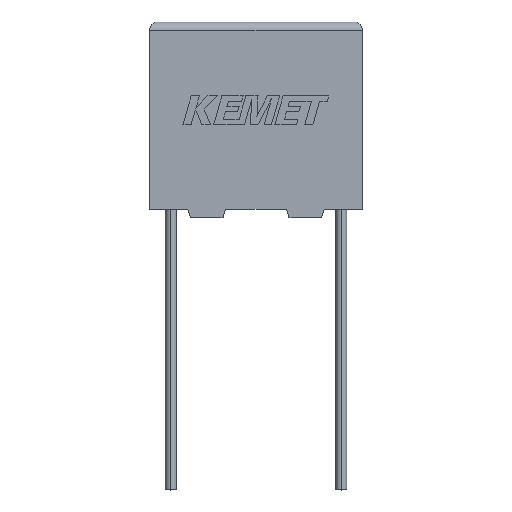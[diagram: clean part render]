
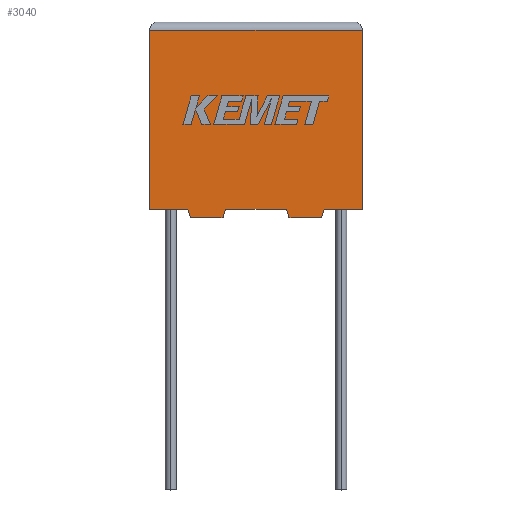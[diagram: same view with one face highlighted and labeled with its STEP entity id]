
A CAD part, top view. The second image highlights one B-rep face of the part: STEP entity #3040.
In plain terms, the highlighted planar face has unit normal (0, 0, 1).
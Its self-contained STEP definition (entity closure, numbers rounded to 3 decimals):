
#1 = VERTEX_POINT ( 'NONE', #2898 ) ;
#44 = LINE ( 'NONE', #1542, #319 ) ;
#46 = DIRECTION ( 'NONE',  ( 0., 1., 0. ) ) ;
#63 = VERTEX_POINT ( 'NONE', #2915 ) ;
#71 = DIRECTION ( 'NONE',  ( -1., 0., 0. ) ) ;
#86 = CARTESIAN_POINT ( 'NONE',  ( 12.5, 0., 5.5 ) ) ;
#136 = VERTEX_POINT ( 'NONE', #3222 ) ;
#181 = EDGE_CURVE ( 'NONE', #136, #2478, #614, .T. ) ;
#199 = CARTESIAN_POINT ( 'NONE',  ( 10.1, -0.5, 5.5 ) ) ;
#214 = ORIENTED_EDGE ( 'NONE', *, *, #3172, .T. ) ;
#319 = VECTOR ( 'NONE', #3246, 1000. ) ;
#328 = CARTESIAN_POINT ( 'NONE',  ( 10.1, -0.5, 5.5 ) ) ;
#361 = VECTOR ( 'NONE', #3234, 1000. ) ;
#370 = CARTESIAN_POINT ( 'NONE',  ( 4.463, 0., 5.5 ) ) ;
#461 = LINE ( 'NONE', #2650, #2238 ) ;
#481 = CARTESIAN_POINT ( 'NONE',  ( 0., 10.5, 5.5 ) ) ;
#614 = LINE ( 'NONE', #2226, #2136 ) ;
#620 = EDGE_CURVE ( 'NONE', #3028, #2705, #1136, .T. ) ;
#629 = VECTOR ( 'NONE', #683, 1000. ) ;
#677 = LINE ( 'NONE', #2874, #2735 ) ;
#683 = DIRECTION ( 'NONE',  ( 1., 0., 0. ) ) ;
#737 = DIRECTION ( 'NONE',  ( -0.287, 0.958, 0. ) ) ;
#810 = CARTESIAN_POINT ( 'NONE',  ( 0., 0., 5.5 ) ) ;
#868 = DIRECTION ( 'NONE',  ( 1., 0., 0. ) ) ;
#921 = ORIENTED_EDGE ( 'NONE', *, *, #181, .T. ) ;
#936 = DIRECTION ( 'NONE',  ( 1., 0., 0. ) ) ;
#951 = DIRECTION ( 'NONE',  ( -1., 0., 0. ) ) ;
#962 = EDGE_CURVE ( 'NONE', #1, #2148, #3200, .T. ) ;
#1026 = EDGE_CURVE ( 'NONE', #2478, #1217, #677, .T. ) ;
#1136 = LINE ( 'NONE', #199, #1304 ) ;
#1139 = CARTESIAN_POINT ( 'NONE',  ( 10.25, 0., 5.5 ) ) ;
#1149 = CARTESIAN_POINT ( 'NONE',  ( 8.188, -0.5, 5.5 ) ) ;
#1151 = DIRECTION ( 'NONE',  ( 1., 0., 0. ) ) ;
#1217 = VERTEX_POINT ( 'NONE', #2214 ) ;
#1227 = ORIENTED_EDGE ( 'NONE', *, *, #1780, .T. ) ;
#1229 = DIRECTION ( 'NONE',  ( 0.287, 0.958, 0. ) ) ;
#1253 = EDGE_CURVE ( 'NONE', #3170, #1533, #2223, .T. ) ;
#1268 = CARTESIAN_POINT ( 'NONE',  ( 0., 0., 5.5 ) ) ;
#1304 = VECTOR ( 'NONE', #951, 1000. ) ;
#1337 = CARTESIAN_POINT ( 'NONE',  ( 0., 10.5, 5.5 ) ) ;
#1338 = VERTEX_POINT ( 'NONE', #2984 ) ;
#1392 = ORIENTED_EDGE ( 'NONE', *, *, #1921, .F. ) ;
#1426 = ORIENTED_EDGE ( 'NONE', *, *, #1614, .F. ) ;
#1533 = VERTEX_POINT ( 'NONE', #86 ) ;
#1542 = CARTESIAN_POINT ( 'NONE',  ( 2.25, 0., 5.5 ) ) ;
#1614 = EDGE_CURVE ( 'NONE', #3170, #3028, #1800, .T. ) ;
#1624 = DIRECTION ( 'NONE',  ( -1., 0., 0. ) ) ;
#1644 = ORIENTED_EDGE ( 'NONE', *, *, #1905, .T. ) ;
#1716 = CARTESIAN_POINT ( 'NONE',  ( 0., 0., 5.5 ) ) ;
#1780 = EDGE_CURVE ( 'NONE', #1991, #136, #2907, .T. ) ;
#1800 = LINE ( 'NONE', #1139, #1948 ) ;
#1816 = ORIENTED_EDGE ( 'NONE', *, *, #1253, .T. ) ;
#1862 = AXIS2_PLACEMENT_3D ( 'NONE', #810, #2816, #1624 ) ;
#1896 = DIRECTION ( 'NONE',  ( -0.287, -0.958, 0. ) ) ;
#1905 = EDGE_CURVE ( 'NONE', #63, #1991, #44, .T. ) ;
#1921 = EDGE_CURVE ( 'NONE', #2705, #1217, #2326, .T. ) ;
#1941 = EDGE_CURVE ( 'NONE', #2148, #1338, #2677, .T. ) ;
#1948 = VECTOR ( 'NONE', #1896, 1000. ) ;
#1991 = VERTEX_POINT ( 'NONE', #2982 ) ;
#2034 = CARTESIAN_POINT ( 'NONE',  ( 8.188, -0.5, 5.5 ) ) ;
#2088 = PLANE ( 'NONE',  #1862 ) ;
#2136 = VECTOR ( 'NONE', #1229, 1000. ) ;
#2143 = VECTOR ( 'NONE', #737, 1000. ) ;
#2148 = VERTEX_POINT ( 'NONE', #481 ) ;
#2150 = CARTESIAN_POINT ( 'NONE',  ( 10.25, 0., 5.5 ) ) ;
#2214 = CARTESIAN_POINT ( 'NONE',  ( 8.037, 0., 5.5 ) ) ;
#2223 = LINE ( 'NONE', #1716, #2417 ) ;
#2226 = CARTESIAN_POINT ( 'NONE',  ( 4.313, -0.5, 5.5 ) ) ;
#2238 = VECTOR ( 'NONE', #1151, 1000. ) ;
#2296 = ORIENTED_EDGE ( 'NONE', *, *, #2312, .T. ) ;
#2312 = EDGE_CURVE ( 'NONE', #1533, #1, #2607, .T. ) ;
#2326 = LINE ( 'NONE', #2034, #2143 ) ;
#2354 = ORIENTED_EDGE ( 'NONE', *, *, #1941, .T. ) ;
#2392 = ORIENTED_EDGE ( 'NONE', *, *, #620, .F. ) ;
#2417 = VECTOR ( 'NONE', #936, 1000. ) ;
#2450 = ORIENTED_EDGE ( 'NONE', *, *, #962, .T. ) ;
#2478 = VERTEX_POINT ( 'NONE', #370 ) ;
#2547 = VECTOR ( 'NONE', #71, 1000. ) ;
#2587 = EDGE_LOOP ( 'NONE', ( #2296, #2450, #2354, #214, #1644, #1227, #921, #3099, #1392, #2392, #1426, #1816 ) ) ;
#2607 = LINE ( 'NONE', #2798, #3217 ) ;
#2650 = CARTESIAN_POINT ( 'NONE',  ( 0., 0., 5.5 ) ) ;
#2677 = LINE ( 'NONE', #1268, #361 ) ;
#2705 = VERTEX_POINT ( 'NONE', #1149 ) ;
#2723 = CARTESIAN_POINT ( 'NONE',  ( 2.4, -0.5, 5.5 ) ) ;
#2735 = VECTOR ( 'NONE', #868, 1000. ) ;
#2798 = CARTESIAN_POINT ( 'NONE',  ( 12.5, 0., 5.5 ) ) ;
#2816 = DIRECTION ( 'NONE',  ( 0., 0., -1. ) ) ;
#2863 = FACE_OUTER_BOUND ( 'NONE', #2587, .T. ) ;
#2874 = CARTESIAN_POINT ( 'NONE',  ( 0., 0., 5.5 ) ) ;
#2898 = CARTESIAN_POINT ( 'NONE',  ( 12.5, 10.5, 5.5 ) ) ;
#2907 = LINE ( 'NONE', #2723, #629 ) ;
#2915 = CARTESIAN_POINT ( 'NONE',  ( 2.25, 0., 5.5 ) ) ;
#2982 = CARTESIAN_POINT ( 'NONE',  ( 2.4, -0.5, 5.5 ) ) ;
#2984 = CARTESIAN_POINT ( 'NONE',  ( 0., 0., 5.5 ) ) ;
#3028 = VERTEX_POINT ( 'NONE', #328 ) ;
#3040 = ADVANCED_FACE ( 'NONE', ( #2863 ), #2088, .F. ) ;
#3099 = ORIENTED_EDGE ( 'NONE', *, *, #1026, .T. ) ;
#3170 = VERTEX_POINT ( 'NONE', #2150 ) ;
#3172 = EDGE_CURVE ( 'NONE', #1338, #63, #461, .T. ) ;
#3200 = LINE ( 'NONE', #1337, #2547 ) ;
#3217 = VECTOR ( 'NONE', #46, 1000. ) ;
#3222 = CARTESIAN_POINT ( 'NONE',  ( 4.313, -0.5, 5.5 ) ) ;
#3234 = DIRECTION ( 'NONE',  ( 0., -1., 0. ) ) ;
#3246 = DIRECTION ( 'NONE',  ( 0.287, -0.958, 0. ) ) ;
